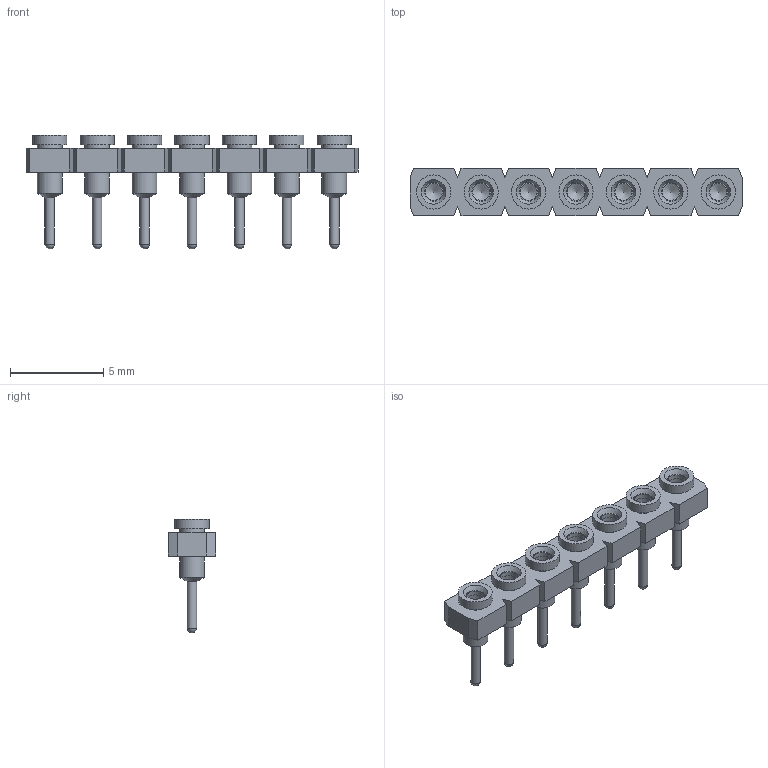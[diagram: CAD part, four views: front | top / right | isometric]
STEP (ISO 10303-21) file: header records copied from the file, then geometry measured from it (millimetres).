
FILE_DESCRIPTION(('FreeCAD Model'),'2;1');
FILE_NAME('Open CASCADE Shape Model','2025-01-11T13:23:22',(''),(''), 'Open CASCADE STEP processor 7.8','FreeCAD','Unknown');
FILE_SCHEMA(('AUTOMOTIVE_DESIGN { 1 0 10303 214 1 1 1 1 }'));
Length unit declared in the file: millimetre
Products named in the file (8): SL-107_socket; SC-4P1_pins021; SC-4P1_pins022; SC-4P1_pins023; SC-4P1_pins024; SC-4P1_pins025; SC-4P1_pins026; SC-4P1_pins027
Bounding box: 17.78 x 2.54 x 6.1 mm (x, y, z)
Volume: 67.3 mm3; surface area: 400 mm2
Topology: 8 solids, 8 shells, 165 faces, 363 edges, 235 vertices
Faces by surface type: plane 81, cylinder 49, cone 28, sphere 7
Full cylindrical faces by diameter (mm): 0.508 x7, 0.914 x7, 1.016 x7, 1.321 x21, 1.829 x7
Entity records: 4592 total; most frequent: CARTESIAN_POINT 862, DIRECTION 730, ORIENTED_EDGE 698, EDGE_CURVE 349, AXIS2_PLACEMENT_3D 299, VERTEX_POINT 235, FACE_BOUND 214, EDGE_LOOP 214
